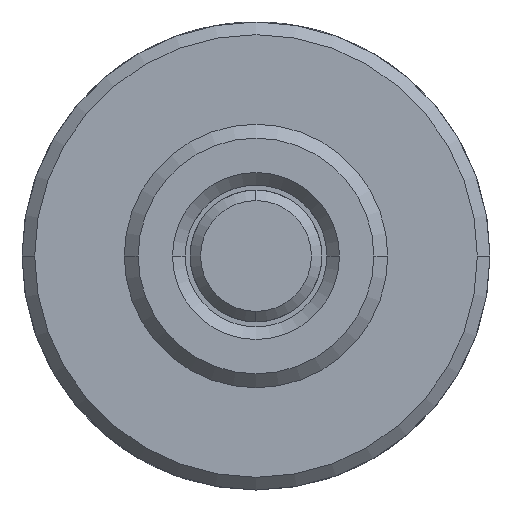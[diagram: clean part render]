
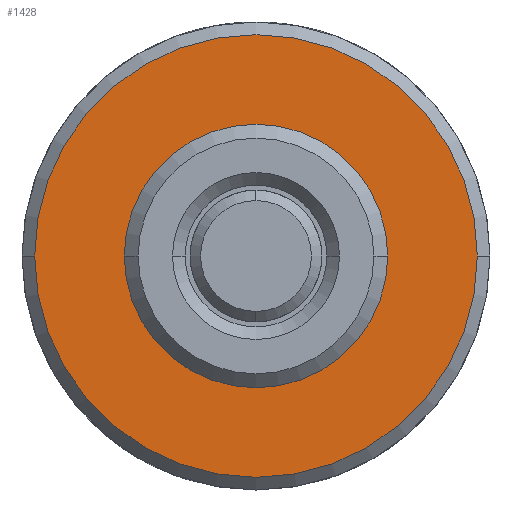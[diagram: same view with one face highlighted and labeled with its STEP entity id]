
A CAD part, left-side view. The second image highlights one B-rep face of the part: STEP entity #1428.
In plain terms, the highlighted planar face has unit normal (-1, 0, 0).
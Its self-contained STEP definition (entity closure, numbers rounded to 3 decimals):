
#101 = EDGE_LOOP ( 'NONE', ( #2645, #308 ) ) ;
#224 = VERTEX_POINT ( 'NONE', #1606 ) ;
#236 = FACE_BOUND ( 'NONE', #1129, .T. ) ;
#265 = CARTESIAN_POINT ( 'NONE',  ( 12.7, 0., -13.335 ) ) ;
#308 = ORIENTED_EDGE ( 'NONE', *, *, #851, .F. ) ;
#620 = DIRECTION ( 'NONE',  ( 0., 0., -1. ) ) ;
#645 = DIRECTION ( 'NONE',  ( 1., 0., 0. ) ) ;
#851 = EDGE_CURVE ( 'NONE', #1941, #224, #2815, .T. ) ;
#911 = CARTESIAN_POINT ( 'NONE',  ( 12.7, 0., 0. ) ) ;
#1095 = EDGE_CURVE ( 'NONE', #3951, #1351, #1552, .T. ) ;
#1099 = CIRCLE ( 'NONE', #2220, 13.335 ) ;
#1129 = EDGE_LOOP ( 'NONE', ( #1996, #2978 ) ) ;
#1180 = CARTESIAN_POINT ( 'NONE',  ( 12.7, 0., 7.906 ) ) ;
#1184 = FACE_OUTER_BOUND ( 'NONE', #101, .T. ) ;
#1232 = DIRECTION ( 'NONE',  ( 1., 0., 0. ) ) ;
#1351 = VERTEX_POINT ( 'NONE', #3718 ) ;
#1428 = ADVANCED_FACE ( 'NONE', ( #1184, #236 ), #2439, .F. ) ;
#1552 = CIRCLE ( 'NONE', #2520, 7.906 ) ;
#1585 = CARTESIAN_POINT ( 'NONE',  ( 12.7, 0., 0. ) ) ;
#1606 = CARTESIAN_POINT ( 'NONE',  ( 12.7, 0., 13.335 ) ) ;
#1740 = CARTESIAN_POINT ( 'NONE',  ( 12.7, 0., 0. ) ) ;
#1892 = DIRECTION ( 'NONE',  ( 0., 0., -1. ) ) ;
#1931 = AXIS2_PLACEMENT_3D ( 'NONE', #3146, #1232, #3168 ) ;
#1941 = VERTEX_POINT ( 'NONE', #265 ) ;
#1996 = ORIENTED_EDGE ( 'NONE', *, *, #2875, .T. ) ;
#2211 = CARTESIAN_POINT ( 'NONE',  ( 12.7, 0., 0. ) ) ;
#2220 = AXIS2_PLACEMENT_3D ( 'NONE', #1740, #2746, #4020 ) ;
#2439 = PLANE ( 'NONE',  #3049 ) ;
#2520 = AXIS2_PLACEMENT_3D ( 'NONE', #2211, #645, #1892 ) ;
#2645 = ORIENTED_EDGE ( 'NONE', *, *, #3915, .F. ) ;
#2746 = DIRECTION ( 'NONE',  ( 1., 0., 0. ) ) ;
#2815 = CIRCLE ( 'NONE', #3082, 13.335 ) ;
#2875 = EDGE_CURVE ( 'NONE', #1351, #3951, #3675, .T. ) ;
#2978 = ORIENTED_EDGE ( 'NONE', *, *, #1095, .T. ) ;
#3049 = AXIS2_PLACEMENT_3D ( 'NONE', #1585, #3161, #620 ) ;
#3082 = AXIS2_PLACEMENT_3D ( 'NONE', #911, #3085, #3995 ) ;
#3085 = DIRECTION ( 'NONE',  ( 1., 0., 0. ) ) ;
#3146 = CARTESIAN_POINT ( 'NONE',  ( 12.7, 0., 0. ) ) ;
#3161 = DIRECTION ( 'NONE',  ( 1., 0., 0. ) ) ;
#3168 = DIRECTION ( 'NONE',  ( 0., 0., -1. ) ) ;
#3675 = CIRCLE ( 'NONE', #1931, 7.906 ) ;
#3718 = CARTESIAN_POINT ( 'NONE',  ( 12.7, 0., -7.906 ) ) ;
#3915 = EDGE_CURVE ( 'NONE', #224, #1941, #1099, .T. ) ;
#3951 = VERTEX_POINT ( 'NONE', #1180 ) ;
#3995 = DIRECTION ( 'NONE',  ( 0., 0., -1. ) ) ;
#4020 = DIRECTION ( 'NONE',  ( 0., 0., -1. ) ) ;
